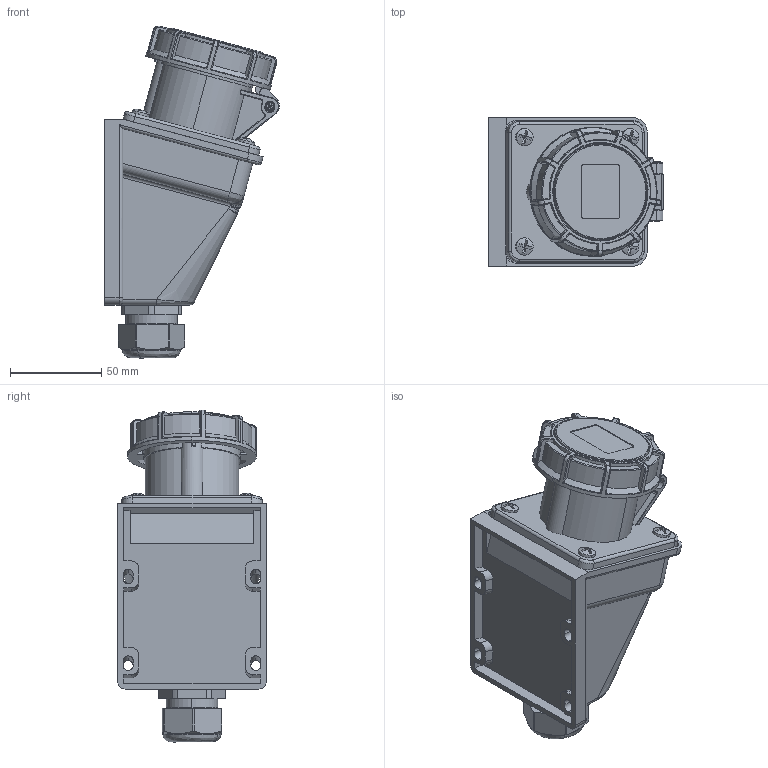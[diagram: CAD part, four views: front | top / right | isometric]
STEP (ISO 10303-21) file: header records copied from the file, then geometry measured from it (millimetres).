
FILE_DESCRIPTION (( 'STEP AP214' ), '1' );
FILE_NAME ('DEP2-1132.STEP', '2025-01-07T06:52:38', ( '' ), ( '' ), 'SwSTEP 2.0', 'SolidWorks 2022', '' );
FILE_SCHEMA (( 'AUTOMOTIVE_DESIGN' ));
Length unit declared in the file: millimetre
Products named in the file (1): DEP2-1132
Bounding box: 95.95 x 81.5 x 182.13 mm (x, y, z)
Surface area: 74192 mm2 (no closed solid volume)
Topology: 0 solids, 17 shells, 549 faces, 1705 edges, 1157 vertices
Faces by surface type: cylinder 231, plane 195, bspline 91, cone 31, torus 1
Entity records: 29880 total; most frequent: CARTESIAN_POINT 9887, ORIENTED_EDGE 3035, DIRECTION 2583, EDGE_CURVE 1701, VERTEX_POINT 1157, AXIS2_PLACEMENT_3D 912, VECTOR 759, LINE 759
